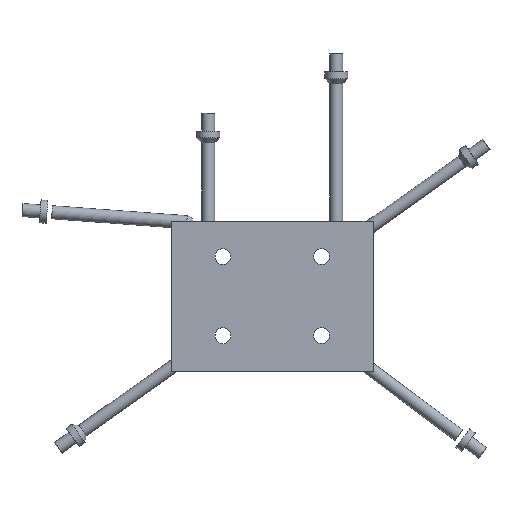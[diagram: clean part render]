
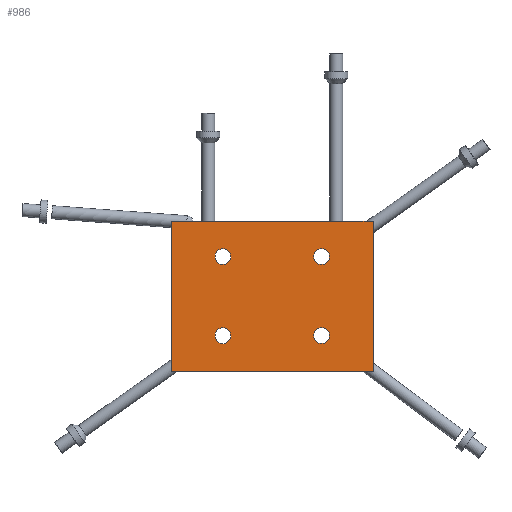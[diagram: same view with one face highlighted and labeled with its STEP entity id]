
A CAD part, front view. The second image highlights one B-rep face of the part: STEP entity #986.
In plain terms, the highlighted planar face has unit normal (0, -1, 0).
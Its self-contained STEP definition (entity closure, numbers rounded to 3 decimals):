
#41=FACE_BOUND('',#202,.T.);
#42=FACE_BOUND('',#203,.T.);
#43=FACE_BOUND('',#204,.T.);
#44=FACE_BOUND('',#205,.T.);
#63=PLANE('',#1140);
#138=FACE_OUTER_BOUND('',#201,.T.);
#201=EDGE_LOOP('',(#866,#867,#868,#869));
#202=EDGE_LOOP('',(#870));
#203=EDGE_LOOP('',(#871));
#204=EDGE_LOOP('',(#872));
#205=EDGE_LOOP('',(#873));
#214=LINE('',#1541,#268);
#220=LINE('',#1562,#274);
#245=LINE('',#1688,#299);
#251=LINE('',#1723,#305);
#268=VECTOR('',#1195,10.);
#274=VECTOR('',#1213,10.);
#299=VECTOR('',#1356,10.);
#305=VECTOR('',#1402,10.);
#379=CIRCLE('',#1133,2.);
#380=CIRCLE('',#1135,2.);
#381=CIRCLE('',#1137,2.);
#382=CIRCLE('',#1139,2.);
#399=VERTEX_POINT('',#1538);
#400=VERTEX_POINT('',#1540);
#409=VERTEX_POINT('',#1560);
#451=VERTEX_POINT('',#1687);
#468=VERTEX_POINT('',#1751);
#469=VERTEX_POINT('',#1755);
#470=VERTEX_POINT('',#1759);
#471=VERTEX_POINT('',#1763);
#495=EDGE_CURVE('',#399,#400,#214,.T.);
#506=EDGE_CURVE('',#409,#399,#220,.T.);
#567=EDGE_CURVE('',#400,#451,#245,.T.);
#585=EDGE_CURVE('',#451,#409,#251,.T.);
#599=EDGE_CURVE('',#468,#468,#379,.T.);
#601=EDGE_CURVE('',#469,#469,#380,.T.);
#603=EDGE_CURVE('',#470,#470,#381,.T.);
#605=EDGE_CURVE('',#471,#471,#382,.T.);
#866=ORIENTED_EDGE('',*,*,#567,.F.);
#867=ORIENTED_EDGE('',*,*,#495,.F.);
#868=ORIENTED_EDGE('',*,*,#506,.F.);
#869=ORIENTED_EDGE('',*,*,#585,.F.);
#870=ORIENTED_EDGE('',*,*,#605,.F.);
#871=ORIENTED_EDGE('',*,*,#603,.F.);
#872=ORIENTED_EDGE('',*,*,#601,.F.);
#873=ORIENTED_EDGE('',*,*,#599,.F.);
#986=ADVANCED_FACE('',(#138,#41,#42,#43,#44),#63,.F.);
#1133=AXIS2_PLACEMENT_3D('',#1753,#1440,#1441);
#1135=AXIS2_PLACEMENT_3D('',#1757,#1445,#1446);
#1137=AXIS2_PLACEMENT_3D('',#1761,#1450,#1451);
#1139=AXIS2_PLACEMENT_3D('',#1765,#1455,#1456);
#1140=AXIS2_PLACEMENT_3D('',#1766,#1457,#1458);
#1195=DIRECTION('',(1.,0.,0.));
#1213=DIRECTION('',(0.,0.,1.));
#1356=DIRECTION('',(0.,0.,-1.));
#1402=DIRECTION('',(-1.,0.,0.));
#1440=DIRECTION('center_axis',(0.,-1.,0.));
#1441=DIRECTION('ref_axis',(1.,0.,0.));
#1445=DIRECTION('center_axis',(0.,-1.,0.));
#1446=DIRECTION('ref_axis',(1.,0.,0.));
#1450=DIRECTION('center_axis',(0.,-1.,0.));
#1451=DIRECTION('ref_axis',(1.,0.,0.));
#1455=DIRECTION('center_axis',(0.,-1.,0.));
#1456=DIRECTION('ref_axis',(1.,0.,0.));
#1457=DIRECTION('center_axis',(0.,1.,0.));
#1458=DIRECTION('ref_axis',(0.,0.,1.));
#1538=CARTESIAN_POINT('',(-25.5,0.,19.));
#1540=CARTESIAN_POINT('',(25.5,0.,19.));
#1541=CARTESIAN_POINT('',(-25.5,0.,19.));
#1560=CARTESIAN_POINT('',(-25.5,0.,-19.));
#1562=CARTESIAN_POINT('',(-25.5,0.,-19.));
#1687=CARTESIAN_POINT('',(25.5,0.,-19.));
#1688=CARTESIAN_POINT('',(25.5,0.,19.));
#1723=CARTESIAN_POINT('',(25.5,0.,-19.));
#1751=CARTESIAN_POINT('',(-14.5,0.,-10.));
#1753=CARTESIAN_POINT('Origin',(-12.5,0.,-10.));
#1755=CARTESIAN_POINT('',(-14.5,0.,10.));
#1757=CARTESIAN_POINT('Origin',(-12.5,0.,10.));
#1759=CARTESIAN_POINT('',(10.5,0.,10.));
#1761=CARTESIAN_POINT('Origin',(12.5,0.,10.));
#1763=CARTESIAN_POINT('',(10.5,0.,-10.));
#1765=CARTESIAN_POINT('Origin',(12.5,0.,-10.));
#1766=CARTESIAN_POINT('Origin',(0.,0.,0.));
